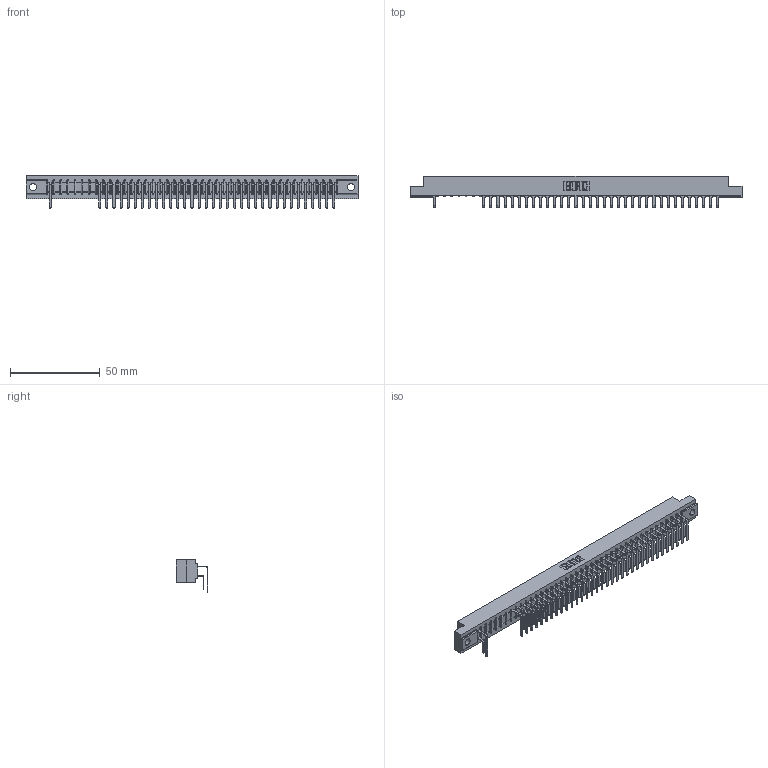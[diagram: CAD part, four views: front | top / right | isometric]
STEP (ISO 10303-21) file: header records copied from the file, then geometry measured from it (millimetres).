
FILE_DESCRIPTION (( 'STEP AP203' ), '1' );
FILE_NAME ('307-041-559-104.STEP', '2018-08-05T16:00:34', ( '' ), ( '' ), 'SwSTEP 2.0', 'SolidWorks 2016', '' );
FILE_SCHEMA (( 'CONFIG_CONTROL_DESIGN' ));
Length unit declared in the file: inch
Products named in the file (4): 307 Part_.156 Dia Mounting Holes; 307-290-001_558 559 - 1 (Single); 307-290-001_559 - 2 (Single); 307-041-559-104
Assembly tree (70 placements, depth 2):
  307-041-559-104
    307 Part_.156 Dia Mounting Holes
    307-290-001_558 559 - 1 (Single)  x34
    307-290-001_559 - 2 (Single)  x35
Bounding box: 185.47 x 17.69 x 18.07 mm (x, y, z)
Volume: 19748.8 mm3; surface area: 24664.7 mm2
Topology: 70 solids, 70 shells, 3754 faces, 10573 edges, 6842 vertices
Faces by surface type: plane 2439, cylinder 1231, sphere 84
Entity records: 38033 total; most frequent: CARTESIAN_POINT 6284, ORIENTED_EDGE 6238, DIRECTION 6133, EDGE_CURVE 3119, LINE 2399, VECTOR 2399, VERTEX_POINT 2018, AXIS2_PLACEMENT_3D 1867
